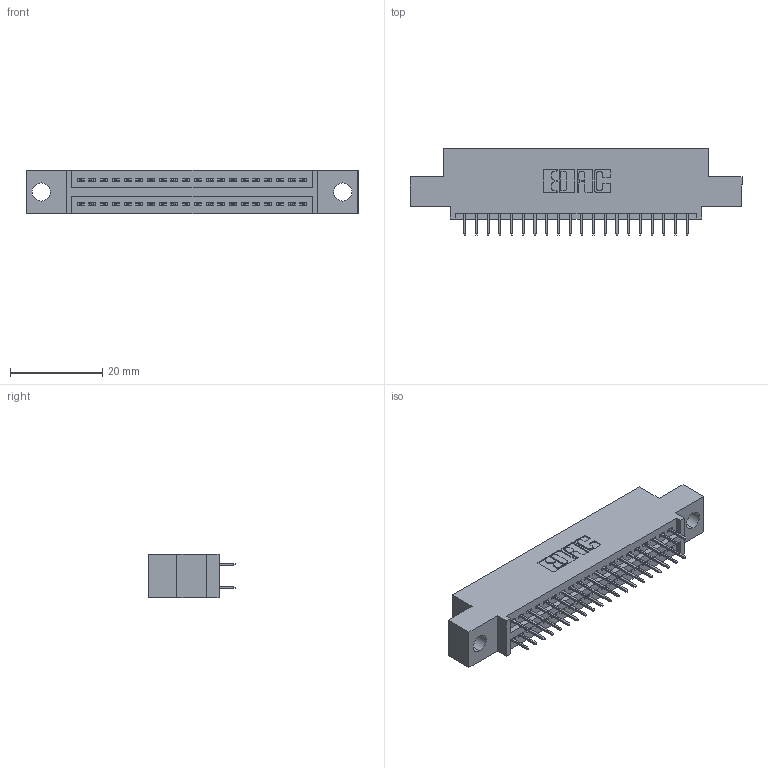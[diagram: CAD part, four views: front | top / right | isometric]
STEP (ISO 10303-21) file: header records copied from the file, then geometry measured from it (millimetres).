
FILE_DESCRIPTION (( 'STEP AP203' ), '1' );
FILE_NAME ('395-040-525-504.STEP', '2020-09-24T02:31:03', ( '' ), ( '' ), 'SwSTEP 2.0', 'SolidWorks 2020', '' );
FILE_SCHEMA (( 'CONFIG_CONTROL_DESIGN' ));
Length unit declared in the file: inch
Products named in the file (3): 395-040-525-504; 345-292-001_345-293-125; 345 Part_0.110 Offset - 0.156 Dia-TH
Assembly tree (41 placements, depth 2):
  395-040-525-504
    345 Part_0.110 Offset - 0.156 Dia-TH
    345-292-001_345-293-125  x40
Bounding box: 72.01 x 18.72 x 9.4 mm (x, y, z)
Volume: 6563.8 mm3; surface area: 8985.8 mm2
Topology: 41 solids, 41 shells, 2290 faces, 6473 edges, 4154 vertices
Faces by surface type: plane 1644, cylinder 646
Entity records: 18863 total; most frequent: CARTESIAN_POINT 3184, ORIENTED_EDGE 3118, DIRECTION 2835, EDGE_CURVE 1559, VECTOR 1351, LINE 1351, VERTEX_POINT 1034, AXIS2_PLACEMENT_3D 742
